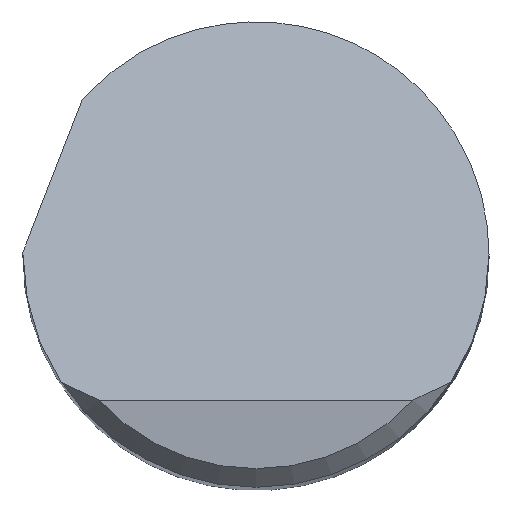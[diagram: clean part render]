
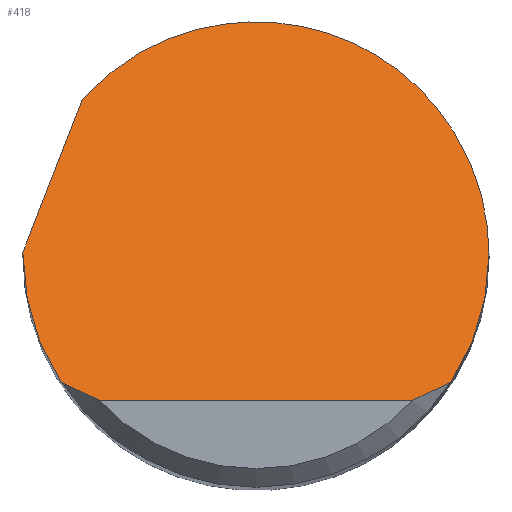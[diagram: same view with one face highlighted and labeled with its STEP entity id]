
A CAD part, top view. The second image highlights one B-rep face of the part: STEP entity #418.
In plain terms, the highlighted planar face has unit normal (0, 0.707, 0.707).
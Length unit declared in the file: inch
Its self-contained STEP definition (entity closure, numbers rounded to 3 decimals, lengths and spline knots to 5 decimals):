
#46 =( BOUNDED_CURVE ( )  B_SPLINE_CURVE ( 3, ( #713, #546, #56, #417 ),
 .UNSPECIFIED., .F., .T. ) 
 B_SPLINE_CURVE_WITH_KNOTS ( ( 4, 4 ),
 ( 5.44247, 7.85398 ),
 .UNSPECIFIED. ) 
 CURVE ( )  GEOMETRIC_REPRESENTATION_ITEM ( )  RATIONAL_B_SPLINE_CURVE ( ( 1., 0.571, 0.571, 1. ) ) 
 REPRESENTATION_ITEM ( '' )  );
#55 = B_SPLINE_CURVE_WITH_KNOTS ( 'NONE', 3,
 ( #367, #652, #62, #371 ),
 .UNSPECIFIED., .F., .F.,
 ( 4, 4 ),
 ( 0., 0.00095 ),
 .UNSPECIFIED. ) ;
#56 = CARTESIAN_POINT ( 'NONE',  ( 0.1875, 0.20437, 1.67813 ) ) ;
#58 = AXIS2_PLACEMENT_3D ( 'NONE', #593, #598, #298 ) ;
#62 = CARTESIAN_POINT ( 'NONE',  ( -0.1369, -0.11288, 1.99538 ) ) ;
#69 = ORIENTED_EDGE ( 'NONE', *, *, #243, .F. ) ;
#72 = VECTOR ( 'NONE', #643, 39.37008 ) ;
#92 = CARTESIAN_POINT ( 'NONE',  ( -0.1875, 0.00133, 1.88117 ) ) ;
#99 = CARTESIAN_POINT ( 'NONE',  ( -0.18749, 0.002, 1.8805 ) ) ;
#104 = CARTESIAN_POINT ( 'NONE',  ( -0.18749, 0.002, 1.8805 ) ) ;
#106 = CARTESIAN_POINT ( 'NONE',  ( 0.1369, -0.11288, 1.99538 ) ) ;
#110 = FACE_OUTER_BOUND ( 'NONE', #729, .T. ) ;
#120 = EDGE_CURVE ( 'NONE', #293, #648, #591, .T. ) ;
#138 = VERTEX_POINT ( 'NONE', #566 ) ;
#148 = EDGE_CURVE ( 'NONE', #187, #198, #55, .T. ) ;
#157 = CARTESIAN_POINT ( 'NONE',  ( -0.1875, -0.03666, 1.91916 ) ) ;
#187 = VERTEX_POINT ( 'NONE', #630 ) ;
#198 = VERTEX_POINT ( 'NONE', #334 ) ;
#200 =( BOUNDED_CURVE ( )  B_SPLINE_CURVE ( 3, ( #405, #635, #92, #104 ),
 .UNSPECIFIED., .F., .F. ) 
 B_SPLINE_CURVE_WITH_KNOTS ( ( 4, 4 ),
 ( 4.71239, 4.72306 ),
 .UNSPECIFIED. ) 
 CURVE ( )  GEOMETRIC_REPRESENTATION_ITEM ( )  RATIONAL_B_SPLINE_CURVE ( ( 1., 1., 1., 1. ) ) 
 REPRESENTATION_ITEM ( '' )  );
#213 = ORIENTED_EDGE ( 'NONE', *, *, #623, .T. ) ;
#243 = EDGE_CURVE ( 'NONE', #187, #138, #663, .T. ) ;
#245 = B_SPLINE_CURVE_WITH_KNOTS ( 'NONE', 3,
 ( #748, #106, #693, #453 ),
 .UNSPECIFIED., .F., .F.,
 ( 4, 4 ),
 ( 0., 0.00095 ),
 .UNSPECIFIED. ) ;
#252 = CARTESIAN_POINT ( 'NONE',  ( 0.1875, 0., 1.8825 ) ) ;
#284 = LINE ( 'NONE', #520, #524 ) ;
#285 = EDGE_CURVE ( 'NONE', #588, #648, #245, .T. ) ;
#293 = VERTEX_POINT ( 'NONE', #458 ) ;
#298 = DIRECTION ( 'NONE',  ( 0., 0.707, -0.707 ) ) ;
#334 = CARTESIAN_POINT ( 'NONE',  ( -0.12629, -0.1175, 2. ) ) ;
#338 = CARTESIAN_POINT ( 'NONE',  ( -0.17704, -0.0718, 1.9543 ) ) ;
#343 = EDGE_CURVE ( 'NONE', #604, #293, #46, .T. ) ;
#350 = CARTESIAN_POINT ( 'NONE',  ( -0.1875, 0., 1.8825 ) ) ;
#355 = PLANE ( 'NONE',  #58 ) ;
#367 = CARTESIAN_POINT ( 'NONE',  ( -0.157, -0.1025, 1.985 ) ) ;
#371 = CARTESIAN_POINT ( 'NONE',  ( -0.12629, -0.1175, 2. ) ) ;
#372 = EDGE_CURVE ( 'NONE', #505, #604, #481, .T. ) ;
#398 = CARTESIAN_POINT ( 'NONE',  ( -0.157, -0.1025, 1.985 ) ) ;
#400 = CARTESIAN_POINT ( 'NONE',  ( 0.12629, -0.1175, 2. ) ) ;
#405 = CARTESIAN_POINT ( 'NONE',  ( -0.1875, 0., 1.8825 ) ) ;
#417 = CARTESIAN_POINT ( 'NONE',  ( 0.1875, 0., 1.8825 ) ) ;
#418 = ADVANCED_FACE ( 'NONE', ( #110 ), #355, .F. ) ;
#422 = ORIENTED_EDGE ( 'NONE', *, *, #120, .F. ) ;
#425 = CARTESIAN_POINT ( 'NONE',  ( 0.157, -0.1025, 1.985 ) ) ;
#444 = ORIENTED_EDGE ( 'NONE', *, *, #285, .T. ) ;
#453 = CARTESIAN_POINT ( 'NONE',  ( 0.157, -0.1025, 1.985 ) ) ;
#454 = CARTESIAN_POINT ( 'NONE',  ( 0.157, -0.1025, 1.985 ) ) ;
#458 = CARTESIAN_POINT ( 'NONE',  ( 0.1875, 0., 1.8825 ) ) ;
#481 = LINE ( 'NONE', #715, #72 ) ;
#487 = CARTESIAN_POINT ( 'NONE',  ( 0.17704, -0.0718, 1.9543 ) ) ;
#502 = ORIENTED_EDGE ( 'NONE', *, *, #644, .F. ) ;
#505 = VERTEX_POINT ( 'NONE', #99 ) ;
#513 = CARTESIAN_POINT ( 'NONE',  ( -0.13971, 0.12505, 1.75745 ) ) ;
#520 = CARTESIAN_POINT ( 'NONE',  ( 0., -0.1175, 2. ) ) ;
#524 = VECTOR ( 'NONE', #752, 39.37008 ) ;
#545 = ORIENTED_EDGE ( 'NONE', *, *, #372, .F. ) ;
#546 = CARTESIAN_POINT ( 'NONE',  ( -0.00341, 0.27733, 1.60517 ) ) ;
#558 = ORIENTED_EDGE ( 'NONE', *, *, #148, .T. ) ;
#566 = CARTESIAN_POINT ( 'NONE',  ( -0.1875, 0., 1.8825 ) ) ;
#588 = VERTEX_POINT ( 'NONE', #400 ) ;
#591 =( BOUNDED_CURVE ( )  B_SPLINE_CURVE ( 3, ( #252, #658, #487, #425 ),
 .UNSPECIFIED., .F., .F. ) 
 B_SPLINE_CURVE_WITH_KNOTS ( ( 4, 4 ),
 ( 1.5708, 2.14917 ),
 .UNSPECIFIED. ) 
 CURVE ( )  GEOMETRIC_REPRESENTATION_ITEM ( )  RATIONAL_B_SPLINE_CURVE ( ( 1., 0.972, 0.972, 1. ) ) 
 REPRESENTATION_ITEM ( '' )  );
#593 = CARTESIAN_POINT ( 'NONE',  ( -0.1875, -0.1175, 2. ) ) ;
#598 = DIRECTION ( 'NONE',  ( 0., -0.707, -0.707 ) ) ;
#604 = VERTEX_POINT ( 'NONE', #513 ) ;
#623 = EDGE_CURVE ( 'NONE', #198, #588, #284, .T. ) ;
#630 = CARTESIAN_POINT ( 'NONE',  ( -0.157, -0.1025, 1.985 ) ) ;
#635 = CARTESIAN_POINT ( 'NONE',  ( -0.1875, 0.00067, 1.88183 ) ) ;
#643 = DIRECTION ( 'NONE',  ( 0.265, 0.682, -0.682 ) ) ;
#644 = EDGE_CURVE ( 'NONE', #138, #505, #200, .T. ) ;
#646 = ORIENTED_EDGE ( 'NONE', *, *, #343, .F. ) ;
#648 = VERTEX_POINT ( 'NONE', #454 ) ;
#652 = CARTESIAN_POINT ( 'NONE',  ( -0.14711, -0.10785, 1.99035 ) ) ;
#658 = CARTESIAN_POINT ( 'NONE',  ( 0.1875, -0.03666, 1.91916 ) ) ;
#663 =( BOUNDED_CURVE ( )  B_SPLINE_CURVE ( 3, ( #398, #338, #157, #350 ),
 .UNSPECIFIED., .F., .F. ) 
 B_SPLINE_CURVE_WITH_KNOTS ( ( 4, 4 ),
 ( 4.13401, 4.71239 ),
 .UNSPECIFIED. ) 
 CURVE ( )  GEOMETRIC_REPRESENTATION_ITEM ( )  RATIONAL_B_SPLINE_CURVE ( ( 1., 0.972, 0.972, 1. ) ) 
 REPRESENTATION_ITEM ( '' )  );
#693 = CARTESIAN_POINT ( 'NONE',  ( 0.14711, -0.10785, 1.99035 ) ) ;
#713 = CARTESIAN_POINT ( 'NONE',  ( -0.13971, 0.12505, 1.75745 ) ) ;
#715 = CARTESIAN_POINT ( 'NONE',  ( -0.23064, -0.10912, 1.99162 ) ) ;
#729 = EDGE_LOOP ( 'NONE', ( #213, #444, #422, #646, #545, #502, #69, #558 ) ) ;
#748 = CARTESIAN_POINT ( 'NONE',  ( 0.12629, -0.1175, 2. ) ) ;
#752 = DIRECTION ( 'NONE',  ( 1., 0., 0. ) ) ;
